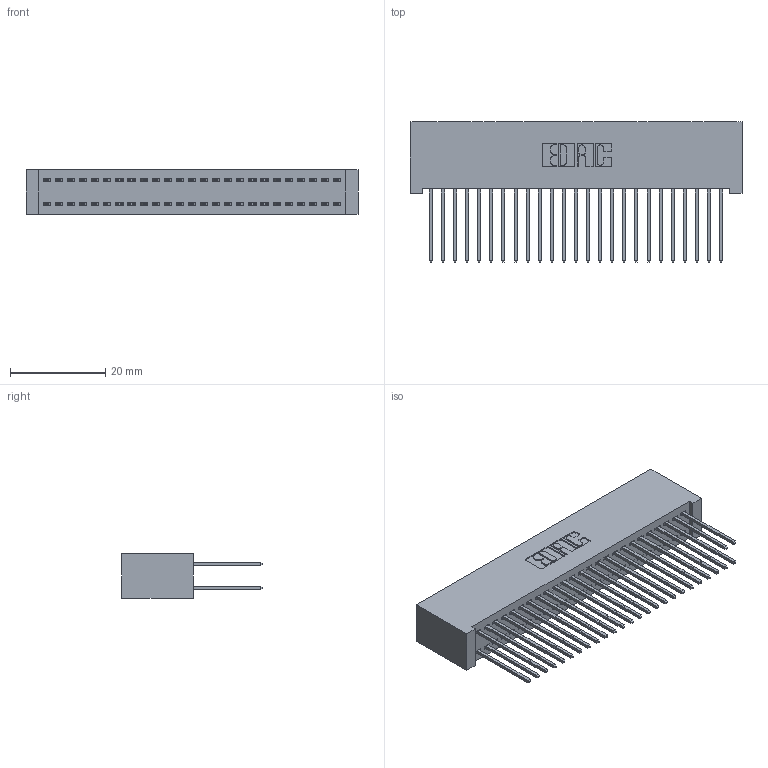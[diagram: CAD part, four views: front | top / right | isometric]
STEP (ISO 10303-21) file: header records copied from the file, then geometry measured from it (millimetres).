
FILE_DESCRIPTION (( 'STEP AP203' ), '1' );
FILE_NAME ('392-050-540-201.STEP', '2018-08-17T01:40:42', ( '' ), ( '' ), 'SwSTEP 2.0', 'SolidWorks 2016', '' );
FILE_SCHEMA (( 'CONFIG_CONTROL_DESIGN' ));
Length unit declared in the file: inch
Products named in the file (3): 342 Part_Lugless; 345-292-001_345-293-140; 392-050-540-201
Assembly tree (51 placements, depth 2):
  392-050-540-201
    342 Part_Lugless
    345-292-001_345-293-140  x50
Bounding box: 69.75 x 29.47 x 9.4 mm (x, y, z)
Volume: 6815.5 mm3; surface area: 11963.9 mm2
Topology: 51 solids, 51 shells, 2702 faces, 8025 edges, 5282 vertices
Faces by surface type: plane 1862, cylinder 840
Entity records: 17891 total; most frequent: CARTESIAN_POINT 2982, ORIENTED_EDGE 2918, DIRECTION 2571, EDGE_CURVE 1459, VECTOR 1339, LINE 1339, VERTEX_POINT 970, AXIS2_PLACEMENT_3D 616
